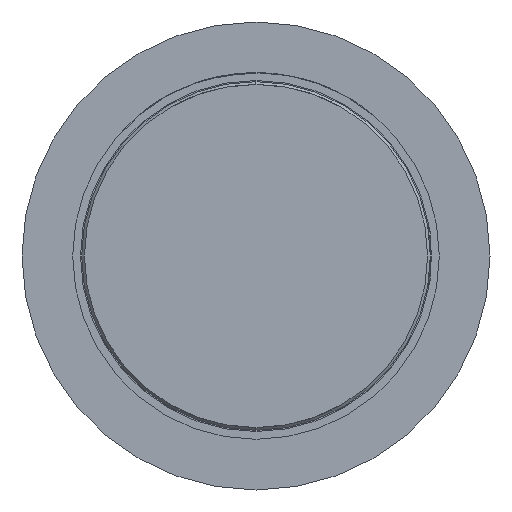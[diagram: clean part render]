
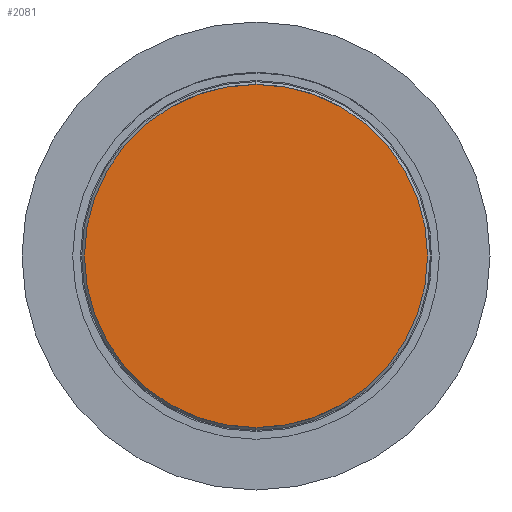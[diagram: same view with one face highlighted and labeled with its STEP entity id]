
A CAD part, front view. The second image highlights one B-rep face of the part: STEP entity #2081.
In plain terms, the highlighted planar face has unit normal (0, -1, 0).
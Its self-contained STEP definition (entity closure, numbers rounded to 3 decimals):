
#38 = EDGE_CURVE ( 'Defeature ausgef�hrt1_7+Defeature ausgef�hrt1_14+Defeature ausgef�hrt1_14+Defeature ausgef�hrt1_14', #2761, #1806, #4360, .T. ) ;
#596 = ORIENTED_EDGE ( 'NONE', *, *, #38, .T. ) ;
#1001 = CARTESIAN_POINT ( 'NONE',  ( -2.2, 0., 0. ) ) ;
#1054 = CARTESIAN_POINT ( 'NONE',  ( 0., 0., -1.9 ) ) ;
#1161 = AXIS2_PLACEMENT_3D ( 'NONE', #4765, #3665, #2177 ) ;
#1367 = EDGE_CURVE ( 'Defeature ausgef�hrt1_7+Defeature ausgef�hrt1_14+Defeature ausgef�hrt1_14+Defeature ausgef�hrt1_14', #1806, #2761, #1643, .T. ) ;
#1431 = DIRECTION ( 'NONE',  ( 0., -1., 0. ) ) ;
#1643 = CIRCLE ( 'NONE', #1161, 2.2 ) ;
#1669 = CARTESIAN_POINT ( 'NONE',  ( 2.2, 0., 0. ) ) ;
#1806 = VERTEX_POINT ( 'NONE', #1669 ) ;
#1926 = EDGE_LOOP ( 'NONE', ( #596, #4148 ) ) ;
#2081 = ADVANCED_FACE ( 'Defeature ausgef�hrt1_7', ( #3316 ), #3268, .F. ) ;
#2177 = DIRECTION ( 'NONE',  ( -1., 0., 0. ) ) ;
#2543 = DIRECTION ( 'NONE',  ( 1., 0., 0. ) ) ;
#2551 = CARTESIAN_POINT ( 'NONE',  ( 0., 0., 0. ) ) ;
#2761 = VERTEX_POINT ( 'NONE', #1001 ) ;
#3088 = AXIS2_PLACEMENT_3D ( 'NONE', #1054, #4026, #2543 ) ;
#3268 = PLANE ( 'NONE',  #3088 ) ;
#3316 = FACE_OUTER_BOUND ( 'NONE', #1926, .T. ) ;
#3665 = DIRECTION ( 'NONE',  ( 0., -1., 0. ) ) ;
#3892 = AXIS2_PLACEMENT_3D ( 'NONE', #2551, #1431, #4050 ) ;
#4026 = DIRECTION ( 'NONE',  ( 0., 1., 0. ) ) ;
#4050 = DIRECTION ( 'NONE',  ( -1., 0., 0. ) ) ;
#4148 = ORIENTED_EDGE ( 'NONE', *, *, #1367, .T. ) ;
#4360 = CIRCLE ( 'NONE', #3892, 2.2 ) ;
#4765 = CARTESIAN_POINT ( 'NONE',  ( 0., 0., 0. ) ) ;
